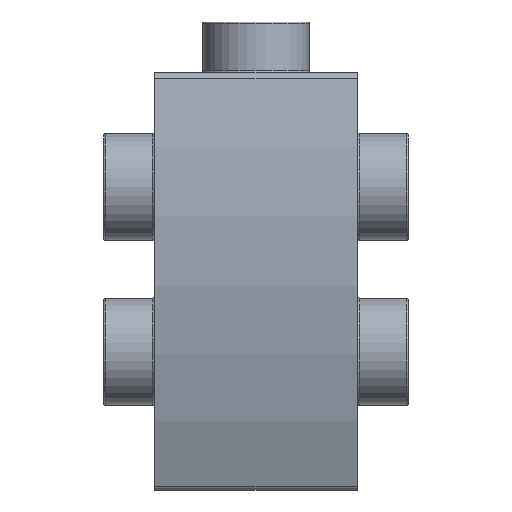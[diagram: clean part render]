
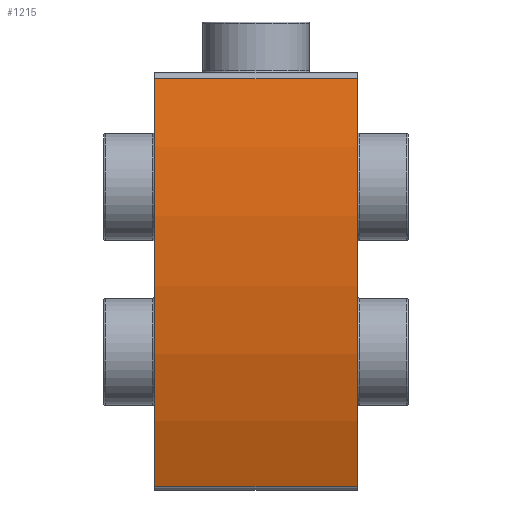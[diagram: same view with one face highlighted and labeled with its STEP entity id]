
A CAD part, top view. The second image highlights one B-rep face of the part: STEP entity #1215.
In plain terms, the highlighted cylindrical face has radius 283.615 mm (diameter 567.231 mm), a partial arc.
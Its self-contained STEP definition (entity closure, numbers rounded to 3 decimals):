
#76=LINE('',#1897,#160);
#78=LINE('',#1905,#162);
#160=VECTOR('',#1484,1000.);
#162=VECTOR('',#1492,1000.);
#248=ORIENTED_EDGE('',*,*,#570,.T.);
#249=ORIENTED_EDGE('',*,*,#571,.F.);
#250=ORIENTED_EDGE('',*,*,#572,.F.);
#251=ORIENTED_EDGE('',*,*,#567,.T.);
#567=EDGE_CURVE('',#729,#728,#76,.T.);
#570=EDGE_CURVE('',#728,#731,#848,.T.);
#571=EDGE_CURVE('',#732,#731,#78,.T.);
#572=EDGE_CURVE('',#729,#732,#849,.T.);
#728=VERTEX_POINT('',#1896);
#729=VERTEX_POINT('',#1898);
#731=VERTEX_POINT('',#1904);
#732=VERTEX_POINT('',#1906);
#848=CIRCLE('',#1318,283.615);
#849=CIRCLE('',#1319,283.615);
#924=EDGE_LOOP('',(#248,#249,#250,#251));
#1054=FACE_BOUND('',#924,.T.);
#1184=CYLINDRICAL_SURFACE('',#1317,283.615);
#1215=ADVANCED_FACE('',(#1054),#1184,.T.);
#1317=AXIS2_PLACEMENT_3D('',#1902,#1488,#1489);
#1318=AXIS2_PLACEMENT_3D('',#1903,#1490,#1491);
#1319=AXIS2_PLACEMENT_3D('',#1907,#1493,#1494);
#1484=DIRECTION('',(-1.,0.,0.));
#1488=DIRECTION('',(-1.,0.,0.));
#1489=DIRECTION('',(0.,0.,1.));
#1490=DIRECTION('',(1.,0.,0.));
#1491=DIRECTION('',(0.,0.,-1.));
#1492=DIRECTION('',(-1.,0.,0.));
#1493=DIRECTION('',(1.,0.,0.));
#1494=DIRECTION('',(0.,0.,-1.));
#1896=CARTESIAN_POINT('',(-40.,162.075,70.485));
#1897=CARTESIAN_POINT('',(40.,162.075,70.485));
#1898=CARTESIAN_POINT('',(40.,162.075,70.485));
#1902=CARTESIAN_POINT('',(40.,107.702,-207.87));
#1903=CARTESIAN_POINT('',(-40.,107.702,-207.87));
#1904=CARTESIAN_POINT('',(-40.,1.249,55.009));
#1905=CARTESIAN_POINT('',(40.,1.249,55.009));
#1906=CARTESIAN_POINT('',(40.,1.249,55.009));
#1907=CARTESIAN_POINT('',(40.,107.702,-207.87));
